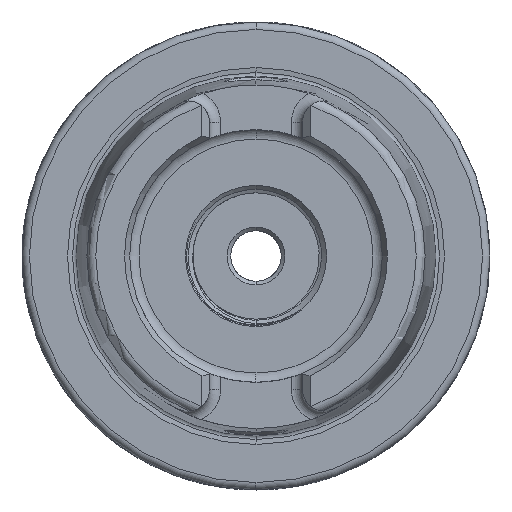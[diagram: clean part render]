
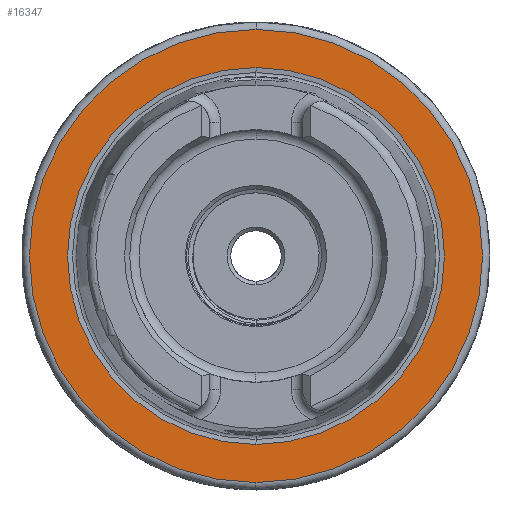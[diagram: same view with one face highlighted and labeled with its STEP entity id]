
A CAD part, left-side view. The second image highlights one B-rep face of the part: STEP entity #16347.
In plain terms, the highlighted planar face has unit normal (-1, 0, 0).
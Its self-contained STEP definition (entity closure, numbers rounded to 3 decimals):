
#58 = AXIS2_PLACEMENT_3D ( 'NONE', #5187, #5188, #5189 ) ;
#65 = AXIS2_PLACEMENT_3D ( 'NONE', #5220, #5221, #5222 ) ;
#473 = EDGE_CURVE ( 'NONE', #14074, #14075, #16059, .T. ) ;
#474 = EDGE_CURVE ( 'NONE', #14078, #14079, #16060, .T. ) ;
#5187 = CARTESIAN_POINT ( 'NONE',  ( 0., 0., 0. ) ) ;
#5188 = DIRECTION ( 'NONE',  ( -1., 0., 0. ) ) ;
#5189 = DIRECTION ( 'NONE',  ( 0., 0., 1. ) ) ;
#5220 = CARTESIAN_POINT ( 'NONE',  ( 0., 0., 0. ) ) ;
#5221 = DIRECTION ( 'NONE',  ( 1., 0., 0. ) ) ;
#5222 = DIRECTION ( 'NONE',  ( 0., 0., -1. ) ) ;
#7200 = AXIS2_PLACEMENT_3D ( 'NONE', #17353, #17354, #17355 ) ;
#7202 = AXIS2_PLACEMENT_3D ( 'NONE', #17350, #17351, #17352 ) ;
#12538 = FACE_OUTER_BOUND ( 'NONE', #16921, .T. ) ;
#12541 = FACE_BOUND ( 'NONE', #16920, .T. ) ;
#12543 = AXIS2_PLACEMENT_3D ( 'NONE', #13652, #13653, #13654 ) ;
#13651 = PLANE ( 'NONE',  #12543 ) ;
#13652 = CARTESIAN_POINT ( 'NONE',  ( 0., 25.369, 0. ) ) ;
#13653 = DIRECTION ( 'NONE',  ( -1., 0., 0. ) ) ;
#13654 = DIRECTION ( 'NONE',  ( 0., 0., 1. ) ) ;
#14074 = VERTEX_POINT ( 'NONE', #18052 ) ;
#14075 = VERTEX_POINT ( 'NONE', #18053 ) ;
#14078 = VERTEX_POINT ( 'NONE', #18056 ) ;
#14079 = VERTEX_POINT ( 'NONE', #18057 ) ;
#14600 = ORIENTED_EDGE ( 'NONE', *, *, #15942, .T. ) ;
#14601 = ORIENTED_EDGE ( 'NONE', *, *, #473, .T. ) ;
#14602 = ORIENTED_EDGE ( 'NONE', *, *, #474, .T. ) ;
#14603 = ORIENTED_EDGE ( 'NONE', *, *, #15953, .T. ) ;
#15608 = CIRCLE ( 'NONE', #58, 30.5 ) ;
#15614 = CIRCLE ( 'NONE', #65, 25.369 ) ;
#15942 = EDGE_CURVE ( 'NONE', #14075, #14074, #15608, .T. ) ;
#15953 = EDGE_CURVE ( 'NONE', #14079, #14078, #15614, .T. ) ;
#16059 = CIRCLE ( 'NONE', #7202, 30.5 ) ;
#16060 = CIRCLE ( 'NONE', #7200, 25.369 ) ;
#16347 = ADVANCED_FACE ( 'NONE', ( #12538, #12541 ), #13651, .T. ) ;
#16920 = EDGE_LOOP ( 'NONE', ( #14603, #14602 ) ) ;
#16921 = EDGE_LOOP ( 'NONE', ( #14600, #14601 ) ) ;
#17350 = CARTESIAN_POINT ( 'NONE',  ( 0., 0., 0. ) ) ;
#17351 = DIRECTION ( 'NONE',  ( -1., 0., 0. ) ) ;
#17352 = DIRECTION ( 'NONE',  ( 0., 0., 1. ) ) ;
#17353 = CARTESIAN_POINT ( 'NONE',  ( 0., 0., 0. ) ) ;
#17354 = DIRECTION ( 'NONE',  ( 1., 0., 0. ) ) ;
#17355 = DIRECTION ( 'NONE',  ( 0., 0., -1. ) ) ;
#18052 = CARTESIAN_POINT ( 'NONE',  ( 0., 0., -30.5 ) ) ;
#18053 = CARTESIAN_POINT ( 'NONE',  ( 0., 0., 30.5 ) ) ;
#18056 = CARTESIAN_POINT ( 'NONE',  ( 0., 0., -25.369 ) ) ;
#18057 = CARTESIAN_POINT ( 'NONE',  ( 0., 0., 25.369 ) ) ;
